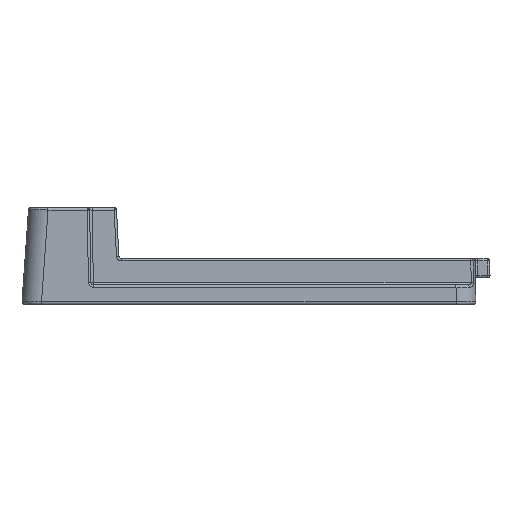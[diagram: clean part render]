
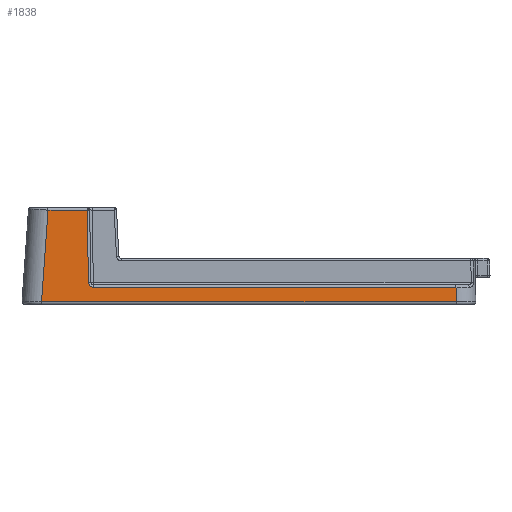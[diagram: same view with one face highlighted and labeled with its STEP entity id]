
A CAD part, left-side view. The second image highlights one B-rep face of the part: STEP entity #1838.
In plain terms, the highlighted planar face has unit normal (-1, 0, 0.018).
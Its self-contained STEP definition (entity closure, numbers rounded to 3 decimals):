
#126 = EDGE_CURVE ( 'NONE', #9765, #10984, #996, .T. ) ;
#210 = LINE ( 'NONE', #7160, #4052 ) ;
#375 = ORIENTED_EDGE ( 'NONE', *, *, #3248, .T. ) ;
#433 = CARTESIAN_POINT ( 'NONE',  ( -31.728, 17.671, -12.396 ) ) ;
#758 = DIRECTION ( 'NONE',  ( -0.017, 0.07, -0.997 ) ) ;
#897 = DIRECTION ( 'NONE',  ( 0.017, 0., 1. ) ) ;
#937 = VECTOR ( 'NONE', #8443, 1000. ) ;
#996 = LINE ( 'NONE', #5215, #14370 ) ;
#1079 = ORIENTED_EDGE ( 'NONE', *, *, #2907, .T. ) ;
#1189 = CARTESIAN_POINT ( 'NONE',  ( -31.59, 24.699, -4.496 ) ) ;
#1513 = CARTESIAN_POINT ( 'NONE',  ( -31.59, 22.021, -4.496 ) ) ;
#1838 = ADVANCED_FACE ( 'NONE', ( #14715 ), #15594, .T. ) ;
#2007 = VECTOR ( 'NONE', #11386, 1000. ) ;
#2330 = CARTESIAN_POINT ( 'NONE',  ( -31.728, 24.699, -12.396 ) ) ;
#2513 = EDGE_LOOP ( 'NONE', ( #12856, #14050, #1079, #9594, #375, #15536, #16320 ) ) ;
#2907 = EDGE_CURVE ( 'NONE', #14572, #11015, #13316, .T. ) ;
#3056 = CARTESIAN_POINT ( 'NONE',  ( -31.725, 17.877, -12.193 ) ) ;
#3248 = EDGE_CURVE ( 'NONE', #15762, #16460, #210, .T. ) ;
#3412 = EDGE_CURVE ( 'NONE', #10984, #6141, #5433, .T. ) ;
#4052 = VECTOR ( 'NONE', #758, 1000. ) ;
#4984 = LINE ( 'NONE', #1189, #11487 ) ;
#4997 = DIRECTION ( 'NONE',  ( 0.017, 0.017, 1. ) ) ;
#5064 = DIRECTION ( 'NONE',  ( 0., 1., 0. ) ) ;
#5215 = CARTESIAN_POINT ( 'NONE',  ( -31.725, -19.715, -12.185 ) ) ;
#5433 = LINE ( 'NONE', #2330, #2007 ) ;
#5720 =( BOUNDED_CURVE ( )  B_SPLINE_CURVE ( 3, ( #15793, #433, #3056, #12118 ),
 .UNSPECIFIED., .F., .T. ) 
 B_SPLINE_CURVE_WITH_KNOTS ( ( 4, 4 ),
 ( 0., 1.553 ),
 .UNSPECIFIED. ) 
 CURVE ( )  GEOMETRIC_REPRESENTATION_ITEM ( )  RATIONAL_B_SPLINE_CURVE ( ( 1., 0.809, 0.809, 1. ) ) 
 REPRESENTATION_ITEM ( '' )  );
#5853 = AXIS2_PLACEMENT_3D ( 'NONE', #16372, #8575, #897 ) ;
#6141 = VERTEX_POINT ( 'NONE', #11146 ) ;
#6305 = CARTESIAN_POINT ( 'NONE',  ( -31.755, 22.679, -13.896 ) ) ;
#6664 = CARTESIAN_POINT ( 'NONE',  ( -31.59, 18.012, -4.496 ) ) ;
#6773 = VECTOR ( 'NONE', #4997, 1000. ) ;
#6899 = CARTESIAN_POINT ( 'NONE',  ( -31.72, 17.883, -11.904 ) ) ;
#7160 = CARTESIAN_POINT ( 'NONE',  ( -31.761, 22.706, -14.289 ) ) ;
#7753 = CARTESIAN_POINT ( 'NONE',  ( -31.728, -19.719, -12.396 ) ) ;
#7770 = LINE ( 'NONE', #9764, #937 ) ;
#7913 = CARTESIAN_POINT ( 'NONE',  ( -31.755, -19.745, -13.896 ) ) ;
#8443 = DIRECTION ( 'NONE',  ( 0., -1., 0. ) ) ;
#8575 = DIRECTION ( 'NONE',  ( -1., 0., 0.017 ) ) ;
#8885 = CARTESIAN_POINT ( 'NONE',  ( -31.586, 18.016, -4.254 ) ) ;
#9058 = DIRECTION ( 'NONE',  ( 0.017, 0.017, 1. ) ) ;
#9306 = EDGE_CURVE ( 'NONE', #6141, #14572, #5720, .T. ) ;
#9594 = ORIENTED_EDGE ( 'NONE', *, *, #9662, .T. ) ;
#9662 = EDGE_CURVE ( 'NONE', #11015, #15762, #4984, .T. ) ;
#9764 = CARTESIAN_POINT ( 'NONE',  ( -31.755, -19.749, -13.896 ) ) ;
#9765 = VERTEX_POINT ( 'NONE', #7913 ) ;
#10013 = EDGE_CURVE ( 'NONE', #16460, #9765, #7770, .T. ) ;
#10984 = VERTEX_POINT ( 'NONE', #7753 ) ;
#11015 = VERTEX_POINT ( 'NONE', #6664 ) ;
#11146 = CARTESIAN_POINT ( 'NONE',  ( -31.728, 17.383, -12.396 ) ) ;
#11386 = DIRECTION ( 'NONE',  ( 0., 1., 0. ) ) ;
#11487 = VECTOR ( 'NONE', #5064, 1000. ) ;
#12118 = CARTESIAN_POINT ( 'NONE',  ( -31.72, 17.883, -11.904 ) ) ;
#12856 = ORIENTED_EDGE ( 'NONE', *, *, #3412, .T. ) ;
#13316 = LINE ( 'NONE', #8885, #6773 ) ;
#14050 = ORIENTED_EDGE ( 'NONE', *, *, #9306, .T. ) ;
#14370 = VECTOR ( 'NONE', #9058, 1000. ) ;
#14572 = VERTEX_POINT ( 'NONE', #6899 ) ;
#14715 = FACE_OUTER_BOUND ( 'NONE', #2513, .T. ) ;
#15536 = ORIENTED_EDGE ( 'NONE', *, *, #10013, .T. ) ;
#15594 = PLANE ( 'NONE',  #5853 ) ;
#15762 = VERTEX_POINT ( 'NONE', #1513 ) ;
#15793 = CARTESIAN_POINT ( 'NONE',  ( -31.728, 17.383, -12.396 ) ) ;
#16320 = ORIENTED_EDGE ( 'NONE', *, *, #126, .T. ) ;
#16372 = CARTESIAN_POINT ( 'NONE',  ( -31.759, 24.699, -14.15 ) ) ;
#16460 = VERTEX_POINT ( 'NONE', #6305 ) ;
